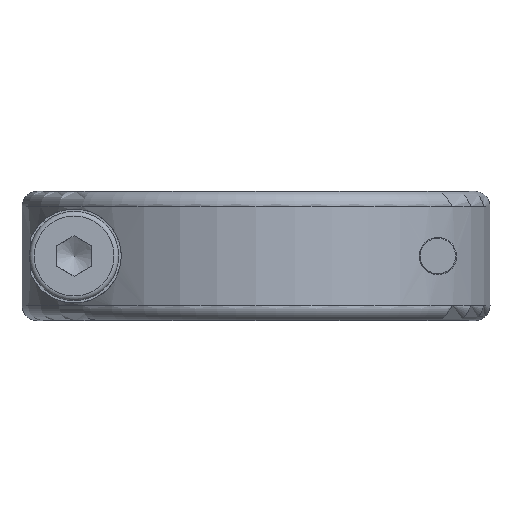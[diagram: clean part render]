
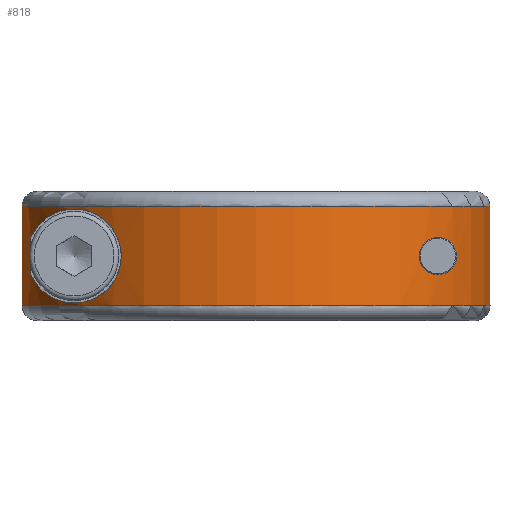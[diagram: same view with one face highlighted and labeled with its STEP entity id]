
A CAD part, front view. The second image highlights one B-rep face of the part: STEP entity #818.
In plain terms, the highlighted cylindrical face has radius 10 mm (diameter 20 mm), a partial arc.
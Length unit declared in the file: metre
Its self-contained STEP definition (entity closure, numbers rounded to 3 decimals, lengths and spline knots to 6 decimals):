
#39=CYLINDRICAL_SURFACE('',#909,0.01);
#64=FACE_BOUND('',#289,.T.);
#65=FACE_BOUND('',#290,.T.);
#105=LINE('',#1505,#143);
#109=LINE('',#1547,#147);
#111=LINE('',#1631,#149);
#143=VECTOR('',#1066,0.00423);
#147=VECTOR('',#1090,0.00423);
#149=VECTOR('',#1108,0.001581);
#176=B_SPLINE_CURVE_WITH_KNOTS('',3,(#1560,#1561,#1562,#1563,#1564,#1565,
#1566,#1567,#1568,#1569,#1570,#1571,#1572,#1573,#1574,#1575,#1576,#1577,
#1578,#1579,#1580,#1581,#1582,#1583,#1584,#1585,#1586,#1587,#1588,#1589,
#1590,#1591,#1592,#1593,#1594,#1595,#1596,#1597),.UNSPECIFIED.,.T.,.F.,
(4,2,2,2,2,2,2,2,2,2,2,2,2,2,2,2,2,2,4),(-0.632377,-0.61711,
-0.601844,-0.57131,-0.518956,-0.466601,
-0.42056,-0.37452,-0.345354,-0.316188,
-0.287023,-0.257857,-0.211817,-0.165776,
-0.113421,-0.061067,-0.030533,-0.015267,
0.),.UNSPECIFIED.);
#177=B_SPLINE_CURVE_WITH_KNOTS('',3,(#1600,#1601,#1602,#1603,#1604,#1605,
#1606,#1607,#1608,#1609,#1610,#1611,#1612,#1613,#1614,#1615,#1616,#1617,
#1618,#1619,#1620,#1621,#1622,#1623,#1624,#1625,#1626,#1627,#1628,#1629,
#1630),.UNSPECIFIED.,.F.,.F.,(4,2,2,2,2,2,2,3,2,2,2,2,2,2,4),(-0.762841,
-0.68336,-0.523783,-0.364205,-0.255422,
-0.146638,-0.073319,0.,0.073319,0.146638,
0.255422,0.364205,0.523783,0.68336,
0.762841),.UNSPECIFIED.);
#228=FACE_OUTER_BOUND('',#288,.T.);
#288=EDGE_LOOP('',(#707,#708,#709,#710));
#289=EDGE_LOOP('',(#711));
#290=EDGE_LOOP('',(#712,#713));
#349=CIRCLE('',#908,0.01);
#350=CIRCLE('',#910,0.01);
#413=VERTEX_POINT('',#1502);
#414=VERTEX_POINT('',#1504);
#421=VERTEX_POINT('',#1544);
#422=VERTEX_POINT('',#1546);
#425=VERTEX_POINT('',#1559);
#426=VERTEX_POINT('',#1598);
#427=VERTEX_POINT('',#1599);
#509=EDGE_CURVE('',#414,#413,#105,.T.);
#521=EDGE_CURVE('',#422,#421,#109,.T.);
#526=EDGE_CURVE('',#413,#422,#349,.T.);
#527=EDGE_CURVE('',#421,#414,#350,.T.);
#528=EDGE_CURVE('',#425,#425,#176,.T.);
#529=EDGE_CURVE('',#426,#427,#177,.T.);
#530=EDGE_CURVE('',#427,#426,#111,.T.);
#707=ORIENTED_EDGE('',*,*,#527,.T.);
#708=ORIENTED_EDGE('',*,*,#509,.T.);
#709=ORIENTED_EDGE('',*,*,#526,.T.);
#710=ORIENTED_EDGE('',*,*,#521,.T.);
#711=ORIENTED_EDGE('',*,*,#528,.T.);
#712=ORIENTED_EDGE('',*,*,#529,.T.);
#713=ORIENTED_EDGE('',*,*,#530,.T.);
#818=ADVANCED_FACE('',(#228,#64,#65),#39,.T.);
#908=AXIS2_PLACEMENT_3D('',#1556,#1102,#1103);
#909=AXIS2_PLACEMENT_3D('',#1557,#1104,#1105);
#910=AXIS2_PLACEMENT_3D('',#1558,#1106,#1107);
#1066=DIRECTION('',(0.,0.,-1.));
#1090=DIRECTION('',(0.,0.,1.));
#1102=DIRECTION('center_axis',(0.,0.,1.));
#1103=DIRECTION('ref_axis',(-0.997,-0.08,0.));
#1104=DIRECTION('center_axis',(0.,0.,-1.));
#1105=DIRECTION('ref_axis',(-1.,0.,0.));
#1106=DIRECTION('center_axis',(0.,0.,-1.));
#1107=DIRECTION('ref_axis',(0.997,-0.08,0.));
#1108=DIRECTION('',(0.,0.,1.));
#1502=CARTESIAN_POINT('',(-0.008965,0.009438,0.016793));
#1504=CARTESIAN_POINT('',(-0.008965,0.009438,0.021023));
#1505=CARTESIAN_POINT('',(-0.008965,0.009438,0.021023));
#1544=CARTESIAN_POINT('',(0.01097,0.009438,0.021023));
#1546=CARTESIAN_POINT('',(0.01097,0.009438,0.016793));
#1547=CARTESIAN_POINT('',(0.01097,0.009438,0.016793));
#1556=CARTESIAN_POINT('Origin',(0.001003,0.010238,0.016793));
#1557=CARTESIAN_POINT('Origin',(0.001003,0.010238,0.021108));
#1558=CARTESIAN_POINT('Origin',(0.001003,0.010238,0.021023));
#1559=CARTESIAN_POINT('',(0.007959,0.003054,0.018908));
#1560=CARTESIAN_POINT('Ctrl Pts',(0.009546,0.005041,
0.018908));
#1561=CARTESIAN_POINT('Ctrl Pts',(0.009546,0.005041,
0.018857));
#1562=CARTESIAN_POINT('Ctrl Pts',(0.009541,0.005033,
0.018807));
#1563=CARTESIAN_POINT('Ctrl Pts',(0.009523,0.005003,
0.018712));
#1564=CARTESIAN_POINT('Ctrl Pts',(0.00951,0.004982,
0.018666));
#1565=CARTESIAN_POINT('Ctrl Pts',(0.009461,0.004903,
0.018539));
#1566=CARTESIAN_POINT('Ctrl Pts',(0.009416,0.004831,
0.018466));
#1567=CARTESIAN_POINT('Ctrl Pts',(0.00929,0.00464,
0.018311));
#1568=CARTESIAN_POINT('Ctrl Pts',(0.009192,0.004496,
0.018237));
#1569=CARTESIAN_POINT('Ctrl Pts',(0.008978,0.004203,
0.018138));
#1570=CARTESIAN_POINT('Ctrl Pts',(0.008863,0.004053,
0.018115));
#1571=CARTESIAN_POINT('Ctrl Pts',(0.008656,0.003799,
0.018115));
#1572=CARTESIAN_POINT('Ctrl Pts',(0.008547,0.003672,
0.018133));
#1573=CARTESIAN_POINT('Ctrl Pts',(0.008336,0.003437,
0.018223));
#1574=CARTESIAN_POINT('Ctrl Pts',(0.008234,0.00333,
0.018294));
#1575=CARTESIAN_POINT('Ctrl Pts',(0.008098,0.003191,
0.018452));
#1576=CARTESIAN_POINT('Ctrl Pts',(0.008047,0.003141,
0.018531));
#1577=CARTESIAN_POINT('Ctrl Pts',(0.007978,0.003072,
0.018711));
#1578=CARTESIAN_POINT('Ctrl Pts',(0.007959,0.003054,
0.018811));
#1579=CARTESIAN_POINT('Ctrl Pts',(0.007959,0.003054,
0.019006));
#1580=CARTESIAN_POINT('Ctrl Pts',(0.007978,0.003072,
0.019106));
#1581=CARTESIAN_POINT('Ctrl Pts',(0.008047,0.003141,
0.019285));
#1582=CARTESIAN_POINT('Ctrl Pts',(0.008098,0.003191,
0.019364));
#1583=CARTESIAN_POINT('Ctrl Pts',(0.008234,0.00333,
0.019523));
#1584=CARTESIAN_POINT('Ctrl Pts',(0.008336,0.003437,
0.019594));
#1585=CARTESIAN_POINT('Ctrl Pts',(0.008547,0.003672,
0.019684));
#1586=CARTESIAN_POINT('Ctrl Pts',(0.008656,0.003799,
0.019702));
#1587=CARTESIAN_POINT('Ctrl Pts',(0.008863,0.004053,
0.019702));
#1588=CARTESIAN_POINT('Ctrl Pts',(0.008978,0.004203,
0.019678));
#1589=CARTESIAN_POINT('Ctrl Pts',(0.009192,0.004496,
0.01958));
#1590=CARTESIAN_POINT('Ctrl Pts',(0.00929,0.00464,
0.019506));
#1591=CARTESIAN_POINT('Ctrl Pts',(0.009416,0.004831,
0.019351));
#1592=CARTESIAN_POINT('Ctrl Pts',(0.009461,0.004903,
0.019278));
#1593=CARTESIAN_POINT('Ctrl Pts',(0.00951,0.004982,
0.01915));
#1594=CARTESIAN_POINT('Ctrl Pts',(0.009523,0.005003,
0.019105));
#1595=CARTESIAN_POINT('Ctrl Pts',(0.009541,0.005033,
0.019009));
#1596=CARTESIAN_POINT('Ctrl Pts',(0.009546,0.005041,
0.018959));
#1597=CARTESIAN_POINT('Ctrl Pts',(0.009546,0.005041,
0.018908));
#1598=CARTESIAN_POINT('',(-0.008592,0.007418,0.019699));
#1599=CARTESIAN_POINT('',(-0.008592,0.007418,0.018118));
#1600=CARTESIAN_POINT('Ctrl Pts',(-0.008592,0.007418,
0.019699));
#1601=CARTESIAN_POINT('Ctrl Pts',(-0.008524,0.007189,
0.019856));
#1602=CARTESIAN_POINT('Ctrl Pts',(-0.008441,0.006939,
0.019994));
#1603=CARTESIAN_POINT('Ctrl Pts',(-0.008187,0.006264,
0.020335));
#1604=CARTESIAN_POINT('Ctrl Pts',(-0.00796,0.005767,
0.020537));
#1605=CARTESIAN_POINT('Ctrl Pts',(-0.007409,0.004801,
0.020828));
#1606=CARTESIAN_POINT('Ctrl Pts',(-0.007084,0.00433,
0.020915));
#1607=CARTESIAN_POINT('Ctrl Pts',(-0.006518,0.003637,
0.020915));
#1608=CARTESIAN_POINT('Ctrl Pts',(-0.006252,0.003345,
0.020874));
#1609=CARTESIAN_POINT('Ctrl Pts',(-0.005723,0.002828,
0.020657));
#1610=CARTESIAN_POINT('Ctrl Pts',(-0.005461,0.002602,
0.020481));
#1611=CARTESIAN_POINT('Ctrl Pts',(-0.005105,0.002317,
0.020081));
#1612=CARTESIAN_POINT('Ctrl Pts',(-0.004971,0.002217,
0.019874));
#1613=CARTESIAN_POINT('Ctrl Pts',(-0.004789,0.002084,
0.01941));
#1614=CARTESIAN_POINT('Ctrl Pts',(-0.004741,0.002052,
0.019153));
#1615=CARTESIAN_POINT('Ctrl Pts',(-0.004741,0.002052,
0.018908));
#1616=CARTESIAN_POINT('Ctrl Pts',(-0.004741,0.002052,
0.018664));
#1617=CARTESIAN_POINT('Ctrl Pts',(-0.004789,0.002084,
0.018407));
#1618=CARTESIAN_POINT('Ctrl Pts',(-0.004971,0.002217,
0.017943));
#1619=CARTESIAN_POINT('Ctrl Pts',(-0.005105,0.002317,
0.017736));
#1620=CARTESIAN_POINT('Ctrl Pts',(-0.005461,0.002602,
0.017336));
#1621=CARTESIAN_POINT('Ctrl Pts',(-0.005723,0.002828,
0.017159));
#1622=CARTESIAN_POINT('Ctrl Pts',(-0.006252,0.003345,
0.016943));
#1623=CARTESIAN_POINT('Ctrl Pts',(-0.006518,0.003637,
0.016902));
#1624=CARTESIAN_POINT('Ctrl Pts',(-0.007084,0.00433,
0.016902));
#1625=CARTESIAN_POINT('Ctrl Pts',(-0.007409,0.004801,
0.016988));
#1626=CARTESIAN_POINT('Ctrl Pts',(-0.00796,0.005767,
0.017279));
#1627=CARTESIAN_POINT('Ctrl Pts',(-0.008187,0.006264,
0.017482));
#1628=CARTESIAN_POINT('Ctrl Pts',(-0.008441,0.006939,
0.017822));
#1629=CARTESIAN_POINT('Ctrl Pts',(-0.008524,0.007189,
0.01796));
#1630=CARTESIAN_POINT('Ctrl Pts',(-0.008592,0.007418,
0.018118));
#1631=CARTESIAN_POINT('',(-0.008592,0.007418,0.018118));
